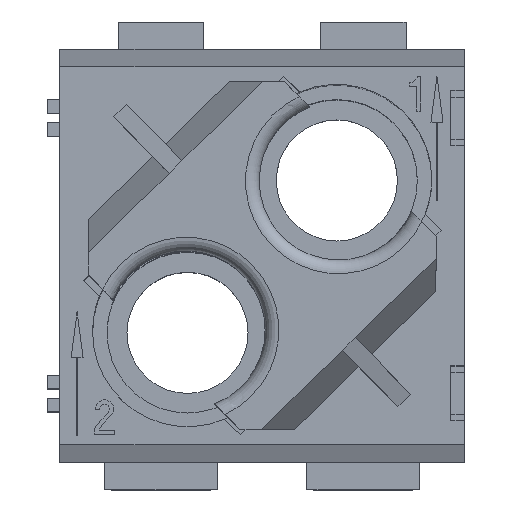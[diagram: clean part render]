
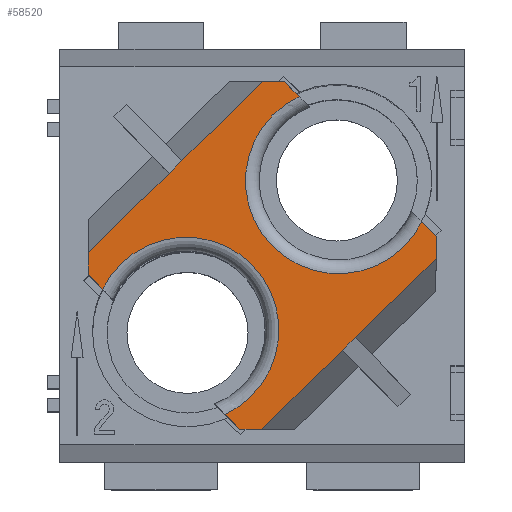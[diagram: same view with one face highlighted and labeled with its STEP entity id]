
A CAD part, top view. The second image highlights one B-rep face of the part: STEP entity #58520.
In plain terms, the highlighted face is planar.
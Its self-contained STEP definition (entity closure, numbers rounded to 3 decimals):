
#530=CARTESIAN_POINT('',(53.906,99.057,
-41.909));
#540=DIRECTION('',(-0.714,0.,
0.7));
#550=VECTOR('',#540,1.);
#560=LINE('',#530,#550);
#570=CARTESIAN_POINT('',(41.387,99.057,-29.64));
#580=VERTEX_POINT('',#570);
#590=CARTESIAN_POINT('',(35.513,99.057,-23.883));
#600=VERTEX_POINT('',#590);
#610=EDGE_CURVE('',#580,#600,#560,.T.);
#14260=CARTESIAN_POINT('',(28.71,99.057,
-17.216));
#14270=VERTEX_POINT('',#14260);
#14350=CARTESIAN_POINT('',(34.584,99.057,-22.973)
);
#14360=VERTEX_POINT('',#14350);
#14390=CARTESIAN_POINT('',(53.906,99.057,
-41.909));
#14400=DIRECTION('',(0.714,0.,
-0.7));
#14410=VECTOR('',#14400,1.);
#14420=LINE('',#14390,#14410);
#14430=EDGE_CURVE('',#14270,#14360,#14420,.T.);
#14730=CARTESIAN_POINT('',(54.002,99.057,-18.375)
);
#14740=VERTEX_POINT('',#14730);
#14770=CARTESIAN_POINT('',(42.978,99.057,-29.624)
);
#14780=DIRECTION('',(0.7,0.,
0.714));
#14790=VECTOR('',#14780,1.);
#14800=LINE('',#14770,#14790);
#14810=CARTESIAN_POINT('',(52.945,99.057,-19.454)
);
#14820=VERTEX_POINT('',#14810);
#14830=EDGE_CURVE('',#14820,#14740,#14800,.T.);
#16780=CARTESIAN_POINT('',(53.986,99.057,-16.784)
);
#16790=VERTEX_POINT('',#16780);
#16870=CARTESIAN_POINT('',(48.111,99.057,-11.027));
#16880=VERTEX_POINT('',#16870);
#16910=CARTESIAN_POINT('',(53.906,99.057,-16.706)
);
#16920=DIRECTION('',(0.714,0.,
-0.7));
#16930=VECTOR('',#16920,1.);
#16940=LINE('',#16910,#16930);
#16950=EDGE_CURVE('',#16880,#16790,#16940,.T.);
#30580=CARTESIAN_POINT('',(42.978,99.057,-29.624)
);
#30590=VERTEX_POINT('',#30580);
#30620=CARTESIAN_POINT('',(42.978,99.057,-29.624)
);
#30630=DIRECTION('',(-1.,0.,
-0.01));
#30640=VECTOR('',#30630,1.);
#30650=LINE('',#30620,#30640);
#30660=EDGE_CURVE('',#30590,#580,#30650,.T.);
#41490=CARTESIAN_POINT('',(38.66,99.057,
-5.455));
#41500=VERTEX_POINT('',#41490);
#42450=CARTESIAN_POINT('',(29.751,99.057,
-14.546));
#42460=VERTEX_POINT('',#42450);
#42490=CARTESIAN_POINT('',(35.811,99.057,
-11.574));
#42500=DIRECTION('',(0.,1.,0.));
#42510=DIRECTION('',(0.,0.,-1.));
#42520=AXIS2_PLACEMENT_3D('',#42490,#42500,#42510);
#42530=CIRCLE('',#42520,6.75);
#42540=EDGE_CURVE('',#41500,#42460,#42530,.T.);
#42950=CARTESIAN_POINT('',(28.694,99.057,
-15.625));
#42960=VERTEX_POINT('',#42950);
#42990=CARTESIAN_POINT('',(28.694,99.057,
-15.625));
#43000=DIRECTION('',(0.7,0.,
0.714));
#43010=VECTOR('',#43000,1.);
#43020=LINE('',#42990,#43010);
#43030=EDGE_CURVE('',#42960,#42460,#43020,.T.);
#43910=CARTESIAN_POINT('',(28.694,99.057,
-15.625));
#43920=DIRECTION('',(0.7,0.,
0.714));
#43930=VECTOR('',#43920,1.);
#43940=LINE('',#43910,#43930);
#43950=CARTESIAN_POINT('',(39.718,99.057,
-4.376));
#43960=VERTEX_POINT('',#43950);
#43970=EDGE_CURVE('',#41500,#43960,#43940,.T.);
#49820=CARTESIAN_POINT('',(28.694,99.057,
-15.625));
#49830=DIRECTION('',(0.01,0.,
-1.));
#49840=VECTOR('',#49830,1.);
#49850=LINE('',#49820,#49840);
#49860=EDGE_CURVE('',#42960,#14270,#49850,.T.);
#51720=CARTESIAN_POINT('',(44.035,99.057,-28.545)
);
#51730=VERTEX_POINT('',#51720);
#51840=CARTESIAN_POINT('',(46.884,99.057,-22.426)
);
#51850=DIRECTION('',(0.,1.,0.));
#51860=DIRECTION('',(0.,0.,-1.));
#51870=AXIS2_PLACEMENT_3D('',#51840,#51850,#51860);
#51880=CIRCLE('',#51870,6.75);
#51890=EDGE_CURVE('',#51730,#14820,#51880,.T.);
#57500=CARTESIAN_POINT('',(41.308,99.057,
-4.36));
#57510=VERTEX_POINT('',#57500);
#57540=CARTESIAN_POINT('',(53.906,99.057,-16.706)
);
#57550=DIRECTION('',(-0.714,0.,
0.7));
#57560=VECTOR('',#57550,1.);
#57570=LINE('',#57540,#57560);
#57580=CARTESIAN_POINT('',(47.183,99.057,-10.117)
);
#57590=VERTEX_POINT('',#57580);
#57600=EDGE_CURVE('',#57590,#57510,#57570,.T.);
#58040=CARTESIAN_POINT('',(53.906,99.057,-17.)
);
#58050=DIRECTION('',(0.,1.,0.));
#58060=DIRECTION('',(0.,0.,-1.));
#58070=AXIS2_PLACEMENT_3D('',#58040,#58050,#58060);
#58080=PLANE('',#58070);
#58090=ORIENTED_EDGE('',*,*,#43030,.T.);
#58100=ORIENTED_EDGE('',*,*,#49860,.F.);
#58110=ORIENTED_EDGE('',*,*,#14430,.F.);
#58120=CARTESIAN_POINT('',(53.906,99.057,
-41.909));
#58130=DIRECTION('',(-0.714,0.,
0.7));
#58140=VECTOR('',#58130,1.);
#58150=LINE('',#58120,#58140);
#58160=EDGE_CURVE('',#600,#14360,#58150,.T.);
#58170=ORIENTED_EDGE('',*,*,#58160,.T.);
#58180=ORIENTED_EDGE('',*,*,#610,.T.);
#58190=ORIENTED_EDGE('',*,*,#30660,.T.);
#58200=CARTESIAN_POINT('',(42.978,99.057,-29.624)
);
#58210=DIRECTION('',(0.7,0.,
0.714));
#58220=VECTOR('',#58210,1.);
#58230=LINE('',#58200,#58220);
#58240=EDGE_CURVE('',#30590,#51730,#58230,.T.);
#58250=ORIENTED_EDGE('',*,*,#58240,.F.);
#58260=ORIENTED_EDGE('',*,*,#51890,.F.);
#58270=ORIENTED_EDGE('',*,*,#14830,.F.);
#58280=CARTESIAN_POINT('',(54.002,99.057,-18.375)
);
#58290=DIRECTION('',(-0.01,0.,
1.));
#58300=VECTOR('',#58290,1.);
#58310=LINE('',#58280,#58300);
#58320=EDGE_CURVE('',#14740,#16790,#58310,.T.);
#58330=ORIENTED_EDGE('',*,*,#58320,.F.);
#58340=ORIENTED_EDGE('',*,*,#16950,.T.);
#58350=CARTESIAN_POINT('',(53.906,99.057,-16.706)
);
#58360=DIRECTION('',(0.714,0.,
-0.7));
#58370=VECTOR('',#58360,1.);
#58380=LINE('',#58350,#58370);
#58390=EDGE_CURVE('',#57590,#16880,#58380,.T.);
#58400=ORIENTED_EDGE('',*,*,#58390,.T.);
#58410=ORIENTED_EDGE('',*,*,#57600,.F.);
#58420=CARTESIAN_POINT('',(39.718,99.057,
-4.376));
#58430=DIRECTION('',(1.,0.,
0.01));
#58440=VECTOR('',#58430,1.);
#58450=LINE('',#58420,#58440);
#58460=EDGE_CURVE('',#43960,#57510,#58450,.T.);
#58470=ORIENTED_EDGE('',*,*,#58460,.T.);
#58480=ORIENTED_EDGE('',*,*,#43970,.T.);
#58490=ORIENTED_EDGE('',*,*,#42540,.F.);
#58500=EDGE_LOOP('',(#58490,#58480,#58470,#58410,#58400,#58340,#58330,
#58270,#58260,#58250,#58190,#58180,#58170,#58110,#58100,#58090));
#58510=FACE_OUTER_BOUND('',#58500,.T.);
#58520=ADVANCED_FACE('',(#58510),#58080,.T.);
